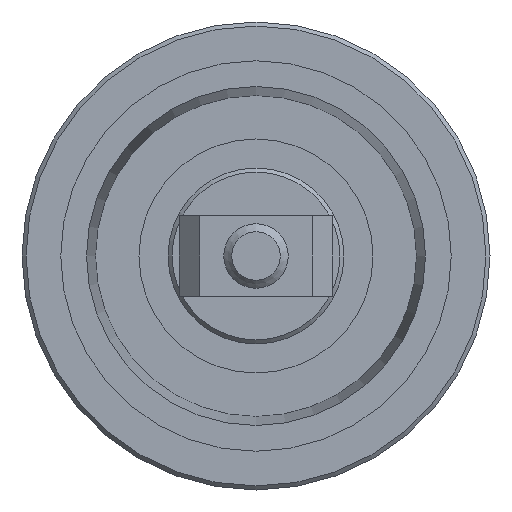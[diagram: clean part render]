
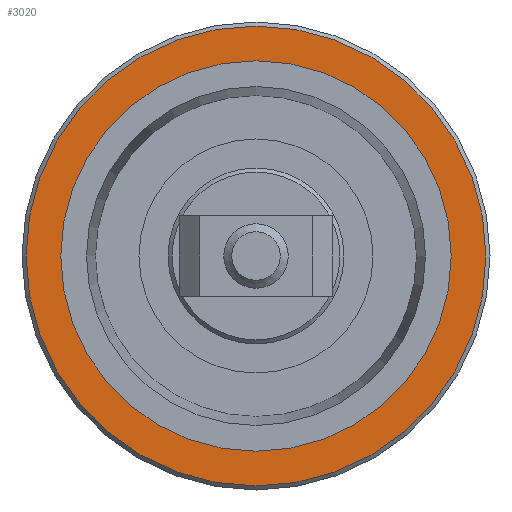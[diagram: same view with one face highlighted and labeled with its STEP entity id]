
A CAD part, left-side view. The second image highlights one B-rep face of the part: STEP entity #3020.
In plain terms, the highlighted planar face has unit normal (-1, 0, 0).
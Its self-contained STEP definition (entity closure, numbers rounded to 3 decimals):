
#1464=ORIENTED_EDGE('',*,*,#1846,.T.);
#1465=ORIENTED_EDGE('',*,*,#1845,.F.);
#1845=EDGE_CURVE('',#2123,#2123,#2212,.T.);
#1846=EDGE_CURVE('',#2124,#2124,#2213,.T.);
#2123=VERTEX_POINT('',#5182);
#2124=VERTEX_POINT('',#5185);
#2212=CIRCLE('',#3437,28.5);
#2213=CIRCLE('',#3439,24.2);
#2462=EDGE_LOOP('',(#1464));
#2463=EDGE_LOOP('',(#1465));
#2715=FACE_BOUND('',#2462,.T.);
#2716=FACE_BOUND('',#2463,.T.);
#2842=PLANE('',#3438);
#3020=ADVANCED_FACE('',(#2715,#2716),#2842,.T.);
#3437=AXIS2_PLACEMENT_3D('',#5181,#4324,#4325);
#3438=AXIS2_PLACEMENT_3D('',#5183,#4326,#4327);
#3439=AXIS2_PLACEMENT_3D('',#5184,#4328,#4329);
#4324=DIRECTION('',(1.,0.,0.));
#4325=DIRECTION('',(0.,0.,-1.));
#4326=DIRECTION('',(-1.,0.,0.));
#4327=DIRECTION('',(0.,0.,1.));
#4328=DIRECTION('',(1.,0.,0.));
#4329=DIRECTION('',(0.,0.,-1.));
#5181=CARTESIAN_POINT('',(-5.,0.,0.));
#5182=CARTESIAN_POINT('',(-5.,0.,-28.5));
#5183=CARTESIAN_POINT('',(-5.,28.5,0.));
#5184=CARTESIAN_POINT('',(-5.,0.,0.));
#5185=CARTESIAN_POINT('',(-5.,0.,-24.2));
